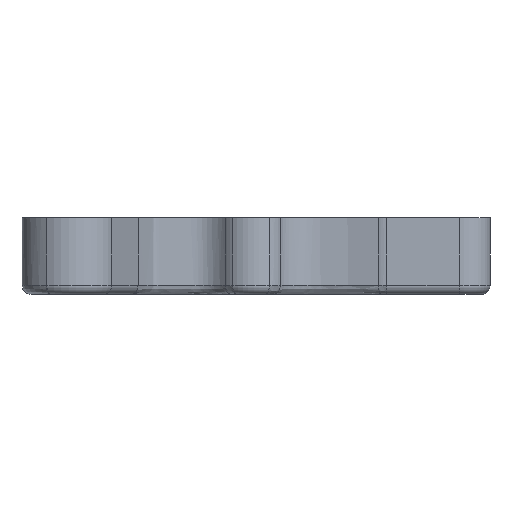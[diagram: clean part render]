
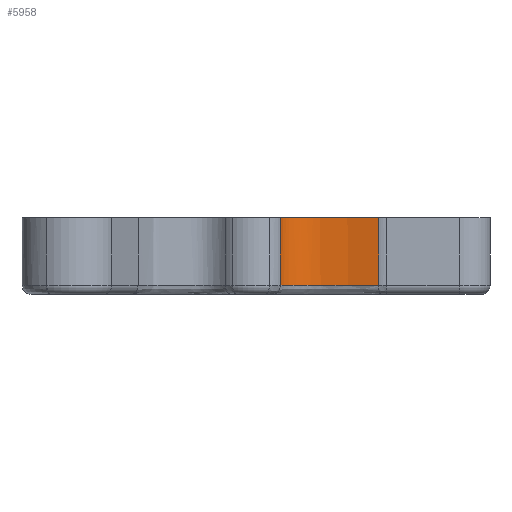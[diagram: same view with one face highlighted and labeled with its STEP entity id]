
A CAD part, left-side view. The second image highlights one B-rep face of the part: STEP entity #5958.
In plain terms, the highlighted free-form (B-spline) face has degree [5, 1] with [21, 2] control points.
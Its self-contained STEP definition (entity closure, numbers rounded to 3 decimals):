
#21=(
BOUNDED_SURFACE()
B_SPLINE_SURFACE(5,1,((#14624,#14625),(#14626,#14627),(#14628,#14629),(#14630,
#14631),(#14632,#14633),(#14634,#14635),(#14636,#14637),(#14638,#14639),
(#14640,#14641),(#14642,#14643),(#14644,#14645),(#14646,#14647),(#14648,
#14649),(#14650,#14651),(#14652,#14653),(#14654,#14655),(#14656,#14657),
(#14658,#14659),(#14660,#14661),(#14662,#14663),(#14664,#14665)),
 .UNSPECIFIED.,.F.,.F.,.F.)
B_SPLINE_SURFACE_WITH_KNOTS((6,1,1,1,1,1,1,1,1,1,1,1,1,1,1,1,6),(2,2),(0.03,
0.044,0.067,0.089,0.111,
0.133,0.156,0.178,0.2,0.222,
0.244,0.267,0.289,0.311,
0.333,0.356,0.369),(0.,2.54),
 .UNSPECIFIED.)
GEOMETRIC_REPRESENTATION_ITEM()
RATIONAL_B_SPLINE_SURFACE(((1.,1.),(1.,1.),(1.,1.),(1.,1.),(1.,1.),(1.,
1.),(1.,1.),(1.,1.),(1.,1.),(1.,1.),(1.,1.),(1.,1.),(1.,1.),(1.,1.),(1.,
1.),(1.,1.),(1.,1.),(1.,1.),(1.,1.),(1.,1.),(1.,1.)))
REPRESENTATION_ITEM('')
SURFACE()
);
#73=(
BOUNDED_CURVE()
B_SPLINE_CURVE(5,(#11169,#11170,#11171,#11172,#11173,#11174,#11175,#11176,
#11177,#11178,#11179,#11180,#11181,#11182,#11183,#11184,#11185,#11186,#11187,
#11188,#11189),.UNSPECIFIED.,.F.,.F.)
B_SPLINE_CURVE_WITH_KNOTS((6,1,1,1,1,1,1,1,1,1,1,1,1,1,1,1,6),(-0.36,
-0.356,-0.333,-0.311,-0.289,
-0.267,-0.244,-0.222,-0.2,-0.178,
-0.156,-0.133,-0.111,-0.089,
-0.067,-0.044,-0.04),
 .UNSPECIFIED.)
CURVE()
GEOMETRIC_REPRESENTATION_ITEM()
RATIONAL_B_SPLINE_CURVE((1.,1.,1.,1.,1.,1.,1.,1.,1.,1.,1.,1.,1.,1.,1.,1.,
1.,1.,1.,1.,1.))
REPRESENTATION_ITEM('')
);
#535=FACE_OUTER_BOUND('',#903,.T.);
#903=EDGE_LOOP('',(#4484,#4485,#4486,#4487));
#1386=B_SPLINE_CURVE_WITH_KNOTS('',3,(#14289,#14290,#14291,#14292,#14293,
#14294,#14295,#14296,#14297,#14298,#14299,#14300,#14301,#14302),
 .UNSPECIFIED.,.F.,.F.,(4,1,1,1,1,1,1,1,1,1,1,4),(0.,0.566,1.131,
1.697,1.98,2.263,2.687,2.829,
3.111,3.394,3.677,3.96),
 .UNSPECIFIED.);
#1393=B_SPLINE_CURVE_WITH_KNOTS('',3,(#14620,#14621,#14622,#14623),
 .UNSPECIFIED.,.F.,.F.,(4,4),(-2.24,0.),.UNSPECIFIED.);
#1394=B_SPLINE_CURVE_WITH_KNOTS('',3,(#14666,#14667,#14668,#14669),
 .UNSPECIFIED.,.F.,.F.,(4,4),(0.,2.24),.UNSPECIFIED.);
#2519=VERTEX_POINT('',#11163);
#2520=VERTEX_POINT('',#11168);
#2694=VERTEX_POINT('',#14211);
#2695=VERTEX_POINT('',#14287);
#3198=EDGE_CURVE('',#2519,#2520,#73,.T.);
#3395=EDGE_CURVE('',#2694,#2695,#1386,.T.);
#3407=EDGE_CURVE('',#2695,#2519,#1393,.T.);
#3408=EDGE_CURVE('',#2520,#2694,#1394,.T.);
#4484=ORIENTED_EDGE('',*,*,#3395,.F.);
#4485=ORIENTED_EDGE('',*,*,#3408,.F.);
#4486=ORIENTED_EDGE('',*,*,#3198,.F.);
#4487=ORIENTED_EDGE('',*,*,#3407,.F.);
#5958=ADVANCED_FACE('',(#535),#21,.T.);
#11163=CARTESIAN_POINT('',(-85.283,-14.822,0.));
#11168=CARTESIAN_POINT('',(-79.715,-47.211,0.));
#11169=CARTESIAN_POINT('Ctrl Pts',(-85.283,-14.822,0.));
#11170=CARTESIAN_POINT('Ctrl Pts',(-85.184,-14.87,
0.));
#11171=CARTESIAN_POINT('Ctrl Pts',(-84.603,-15.158,
0.));
#11172=CARTESIAN_POINT('Ctrl Pts',(-83.621,-15.753,
0.));
#11173=CARTESIAN_POINT('Ctrl Pts',(-82.394,-16.771,
0.));
#11174=CARTESIAN_POINT('Ctrl Pts',(-81.103,-18.271,
0.));
#11175=CARTESIAN_POINT('Ctrl Pts',(-79.886,-20.075,
0.));
#11176=CARTESIAN_POINT('Ctrl Pts',(-78.915,-21.811,0.));
#11177=CARTESIAN_POINT('Ctrl Pts',(-78.227,-23.591,
0.));
#11178=CARTESIAN_POINT('Ctrl Pts',(-77.781,-25.489,
0.));
#11179=CARTESIAN_POINT('Ctrl Pts',(-77.537,-27.584,
0.));
#11180=CARTESIAN_POINT('Ctrl Pts',(-77.45,-29.909,
0.));
#11181=CARTESIAN_POINT('Ctrl Pts',(-77.494,-32.454,
0.));
#11182=CARTESIAN_POINT('Ctrl Pts',(-77.655,-35.178,
0.));
#11183=CARTESIAN_POINT('Ctrl Pts',(-77.929,-38.022,
0.));
#11184=CARTESIAN_POINT('Ctrl Pts',(-78.321,-40.924,
0.));
#11185=CARTESIAN_POINT('Ctrl Pts',(-78.76,-43.361,
0.));
#11186=CARTESIAN_POINT('Ctrl Pts',(-79.171,-45.195,
0.));
#11187=CARTESIAN_POINT('Ctrl Pts',(-79.495,-46.435,
0.));
#11188=CARTESIAN_POINT('Ctrl Pts',(-79.684,-47.103,0.));
#11189=CARTESIAN_POINT('Ctrl Pts',(-79.715,-47.211,
0.));
#14211=CARTESIAN_POINT('',(-79.715,-47.211,-22.4));
#14287=CARTESIAN_POINT('',(-85.283,-14.822,-22.4));
#14289=CARTESIAN_POINT('Ctrl Pts',(-79.715,-47.211,
-22.4));
#14290=CARTESIAN_POINT('Ctrl Pts',(-79.231,-45.523,
-22.4));
#14291=CARTESIAN_POINT('Ctrl Pts',(-78.461,-42.031,
-22.4));
#14292=CARTESIAN_POINT('Ctrl Pts',(-77.748,-36.64,
-22.4));
#14293=CARTESIAN_POINT('Ctrl Pts',(-77.458,-32.108,
-22.4));
#14294=CARTESIAN_POINT('Ctrl Pts',(-77.487,-28.566,
-22.4));
#14295=CARTESIAN_POINT('Ctrl Pts',(-77.733,-25.609,
-22.4));
#14296=CARTESIAN_POINT('Ctrl Pts',(-78.301,-23.341,
-22.4));
#14297=CARTESIAN_POINT('Ctrl Pts',(-79.242,-21.226,
-22.4));
#14298=CARTESIAN_POINT('Ctrl Pts',(-80.294,-19.435,
-22.4));
#14299=CARTESIAN_POINT('Ctrl Pts',(-81.771,-17.467,
-22.4));
#14300=CARTESIAN_POINT('Ctrl Pts',(-83.4,-15.902,
-22.4));
#14301=CARTESIAN_POINT('Ctrl Pts',(-84.629,-15.135,
-22.4));
#14302=CARTESIAN_POINT('Ctrl Pts',(-85.283,-14.822,-22.4));
#14620=CARTESIAN_POINT('Ctrl Pts',(-85.283,-14.822,-22.4));
#14621=CARTESIAN_POINT('Ctrl Pts',(-85.283,-14.822,-14.933));
#14622=CARTESIAN_POINT('Ctrl Pts',(-85.283,-14.822,-7.467));
#14623=CARTESIAN_POINT('Ctrl Pts',(-85.283,-14.822,0.));
#14624=CARTESIAN_POINT('Ctrl Pts',(-80.099,-48.466,0.));
#14625=CARTESIAN_POINT('Ctrl Pts',(-80.099,-48.466,-25.4));
#14626=CARTESIAN_POINT('Ctrl Pts',(-79.983,-48.112,
0.));
#14627=CARTESIAN_POINT('Ctrl Pts',(-79.983,-48.112,
-25.4));
#14628=CARTESIAN_POINT('Ctrl Pts',(-79.701,-47.202,
0.));
#14629=CARTESIAN_POINT('Ctrl Pts',(-79.701,-47.202,
-25.4));
#14630=CARTESIAN_POINT('Ctrl Pts',(-79.29,-45.715,
0.));
#14631=CARTESIAN_POINT('Ctrl Pts',(-79.29,-45.715,
-25.4));
#14632=CARTESIAN_POINT('Ctrl Pts',(-78.808,-43.625,
0.));
#14633=CARTESIAN_POINT('Ctrl Pts',(-78.808,-43.625,
-25.4));
#14634=CARTESIAN_POINT('Ctrl Pts',(-78.321,-40.924,
0.));
#14635=CARTESIAN_POINT('Ctrl Pts',(-78.321,-40.924,
-25.4));
#14636=CARTESIAN_POINT('Ctrl Pts',(-77.929,-38.022,
0.));
#14637=CARTESIAN_POINT('Ctrl Pts',(-77.929,-38.022,
-25.4));
#14638=CARTESIAN_POINT('Ctrl Pts',(-77.655,-35.178,
0.));
#14639=CARTESIAN_POINT('Ctrl Pts',(-77.655,-35.178,
-25.4));
#14640=CARTESIAN_POINT('Ctrl Pts',(-77.494,-32.454,
0.));
#14641=CARTESIAN_POINT('Ctrl Pts',(-77.494,-32.454,
-25.4));
#14642=CARTESIAN_POINT('Ctrl Pts',(-77.45,-29.909,
0.));
#14643=CARTESIAN_POINT('Ctrl Pts',(-77.45,-29.909,
-25.4));
#14644=CARTESIAN_POINT('Ctrl Pts',(-77.537,-27.584,
0.));
#14645=CARTESIAN_POINT('Ctrl Pts',(-77.537,-27.584,
-25.4));
#14646=CARTESIAN_POINT('Ctrl Pts',(-77.781,-25.489,
0.));
#14647=CARTESIAN_POINT('Ctrl Pts',(-77.781,-25.489,
-25.4));
#14648=CARTESIAN_POINT('Ctrl Pts',(-78.227,-23.591,
0.));
#14649=CARTESIAN_POINT('Ctrl Pts',(-78.227,-23.591,
-25.4));
#14650=CARTESIAN_POINT('Ctrl Pts',(-78.915,-21.811,0.));
#14651=CARTESIAN_POINT('Ctrl Pts',(-78.915,-21.811,-25.4));
#14652=CARTESIAN_POINT('Ctrl Pts',(-79.886,-20.075,
0.));
#14653=CARTESIAN_POINT('Ctrl Pts',(-79.886,-20.075,
-25.4));
#14654=CARTESIAN_POINT('Ctrl Pts',(-81.103,-18.271,
0.));
#14655=CARTESIAN_POINT('Ctrl Pts',(-81.103,-18.271,
-25.4));
#14656=CARTESIAN_POINT('Ctrl Pts',(-82.519,-16.626,0.));
#14657=CARTESIAN_POINT('Ctrl Pts',(-82.519,-16.626,-25.4));
#14658=CARTESIAN_POINT('Ctrl Pts',(-83.935,-15.498,
0.));
#14659=CARTESIAN_POINT('Ctrl Pts',(-83.935,-15.498,
-25.4));
#14660=CARTESIAN_POINT('Ctrl Pts',(-85.161,-14.84,
0.));
#14661=CARTESIAN_POINT('Ctrl Pts',(-85.161,-14.84,
-25.4));
#14662=CARTESIAN_POINT('Ctrl Pts',(-85.998,-14.506,
0.));
#14663=CARTESIAN_POINT('Ctrl Pts',(-85.998,-14.506,
-25.4));
#14664=CARTESIAN_POINT('Ctrl Pts',(-86.326,-14.391,
0.));
#14665=CARTESIAN_POINT('Ctrl Pts',(-86.326,-14.391,
-25.4));
#14666=CARTESIAN_POINT('Ctrl Pts',(-79.715,-47.211,
0.));
#14667=CARTESIAN_POINT('Ctrl Pts',(-79.715,-47.211,
-7.467));
#14668=CARTESIAN_POINT('Ctrl Pts',(-79.715,-47.211,
-14.933));
#14669=CARTESIAN_POINT('Ctrl Pts',(-79.715,-47.211,
-22.4));
